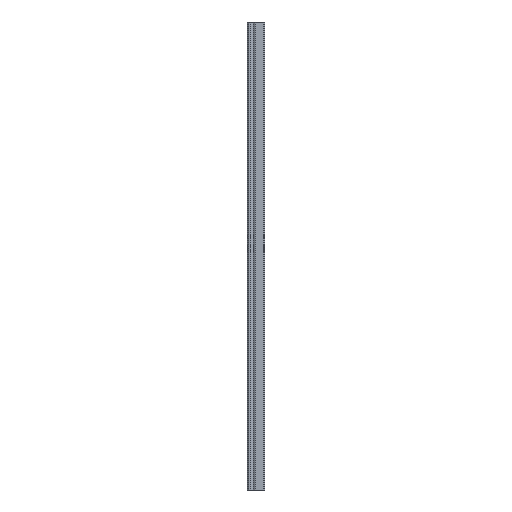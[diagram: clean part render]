
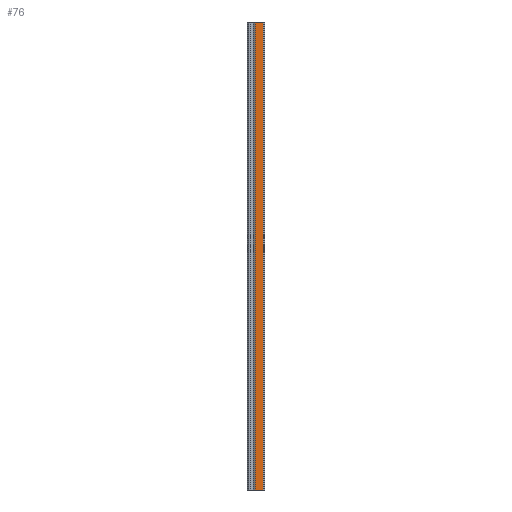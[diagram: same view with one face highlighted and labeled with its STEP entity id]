
A CAD part, left-side view. The second image highlights one B-rep face of the part: STEP entity #76.
In plain terms, the highlighted planar face has unit normal (-1, 0, 0).
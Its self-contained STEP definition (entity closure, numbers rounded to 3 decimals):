
#69 = CARTESIAN_POINT ( 'NONE',  ( -6., 0.369, 220. ) ) ;
#76 = ADVANCED_FACE ( 'NONE', ( #290 ), #856, .T. ) ;
#110 = LINE ( 'NONE', #598, #1424 ) ;
#187 = EDGE_CURVE ( 'NONE', #869, #315, #1895, .T. ) ;
#199 = AXIS2_PLACEMENT_3D ( 'NONE', #1486, #1928, #550 ) ;
#238 = EDGE_LOOP ( 'NONE', ( #781, #887, #637, #770 ) ) ;
#271 = VECTOR ( 'NONE', #1927, 1000. ) ;
#290 = FACE_OUTER_BOUND ( 'NONE', #238, .T. ) ;
#315 = VERTEX_POINT ( 'NONE', #1309 ) ;
#508 = VERTEX_POINT ( 'NONE', #881 ) ;
#550 = DIRECTION ( 'NONE',  ( 0., 0., 1. ) ) ;
#598 = CARTESIAN_POINT ( 'NONE',  ( -6., 0., 0. ) ) ;
#637 = ORIENTED_EDGE ( 'NONE', *, *, #187, .T. ) ;
#735 = EDGE_CURVE ( 'NONE', #315, #508, #1635, .T. ) ;
#770 = ORIENTED_EDGE ( 'NONE', *, *, #735, .T. ) ;
#781 = ORIENTED_EDGE ( 'NONE', *, *, #1959, .F. ) ;
#856 = PLANE ( 'NONE',  #199 ) ;
#869 = VERTEX_POINT ( 'NONE', #1480 ) ;
#881 = CARTESIAN_POINT ( 'NONE',  ( -6., 0.369, 0. ) ) ;
#887 = ORIENTED_EDGE ( 'NONE', *, *, #1427, .F. ) ;
#977 = VERTEX_POINT ( 'NONE', #1044 ) ;
#1044 = CARTESIAN_POINT ( 'NONE',  ( -6., -3.5, 0. ) ) ;
#1085 = CARTESIAN_POINT ( 'NONE',  ( -6., 0., 220. ) ) ;
#1274 = DIRECTION ( 'NONE',  ( 0., 1., 0. ) ) ;
#1275 = CARTESIAN_POINT ( 'NONE',  ( -6., -3.5, 220. ) ) ;
#1309 = CARTESIAN_POINT ( 'NONE',  ( -6., 0.369, 220. ) ) ;
#1382 = VECTOR ( 'NONE', #1274, 1000. ) ;
#1424 = VECTOR ( 'NONE', #1815, 1000. ) ;
#1427 = EDGE_CURVE ( 'NONE', #869, #977, #1631, .T. ) ;
#1458 = DIRECTION ( 'NONE',  ( 0., 0., -1. ) ) ;
#1460 = VECTOR ( 'NONE', #1458, 1000. ) ;
#1480 = CARTESIAN_POINT ( 'NONE',  ( -6., -3.5, 220. ) ) ;
#1486 = CARTESIAN_POINT ( 'NONE',  ( -6., 0., 220. ) ) ;
#1631 = LINE ( 'NONE', #1275, #271 ) ;
#1635 = LINE ( 'NONE', #69, #1460 ) ;
#1815 = DIRECTION ( 'NONE',  ( 0., 1., 0. ) ) ;
#1895 = LINE ( 'NONE', #1085, #1382 ) ;
#1927 = DIRECTION ( 'NONE',  ( 0., 0., -1. ) ) ;
#1928 = DIRECTION ( 'NONE',  ( -1., 0., 0. ) ) ;
#1959 = EDGE_CURVE ( 'NONE', #977, #508, #110, .T. ) ;
